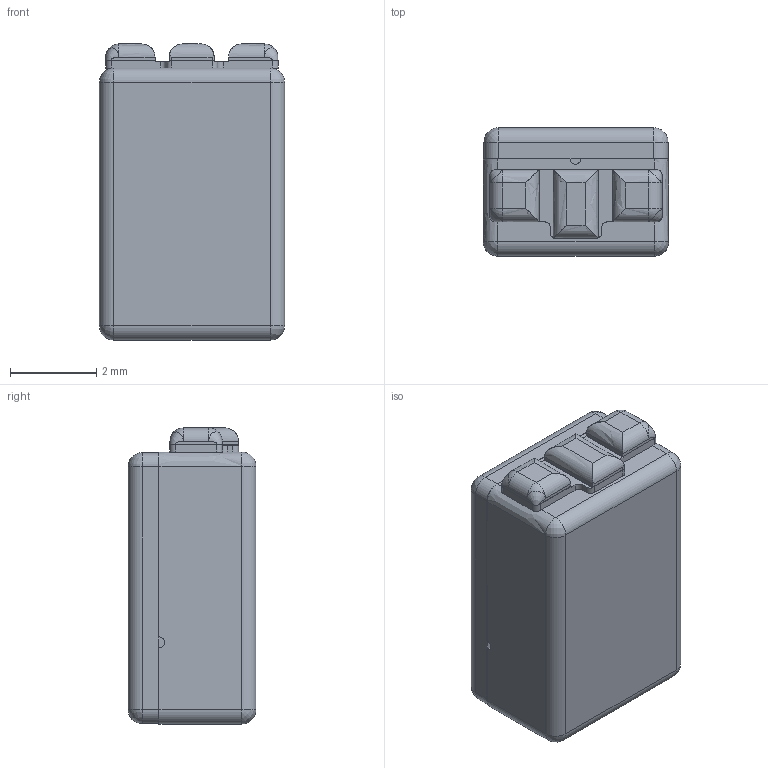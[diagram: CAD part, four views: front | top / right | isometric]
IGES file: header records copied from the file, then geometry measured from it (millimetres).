
Start section:  PTC IGES file: ed-26805-000_sw.igs
Global section: file name: ed-26805-000_sw.igs; native system: Pro/ENGINEER by Parametric Technology Corporation; preprocessor: 2009300; author: LYan; organization: Unknown; date: 20100519.131240; units: inch
Bounding box: 4.29 x 2.97 x 6.86 mm (x, y, z)
Surface area: 212.9 mm2 (no closed solid volume)
Topology: 0 solids, 0 shells, 170 faces, 836 edges, 836 vertices
Faces by surface type: revolution 89, bspline 81
